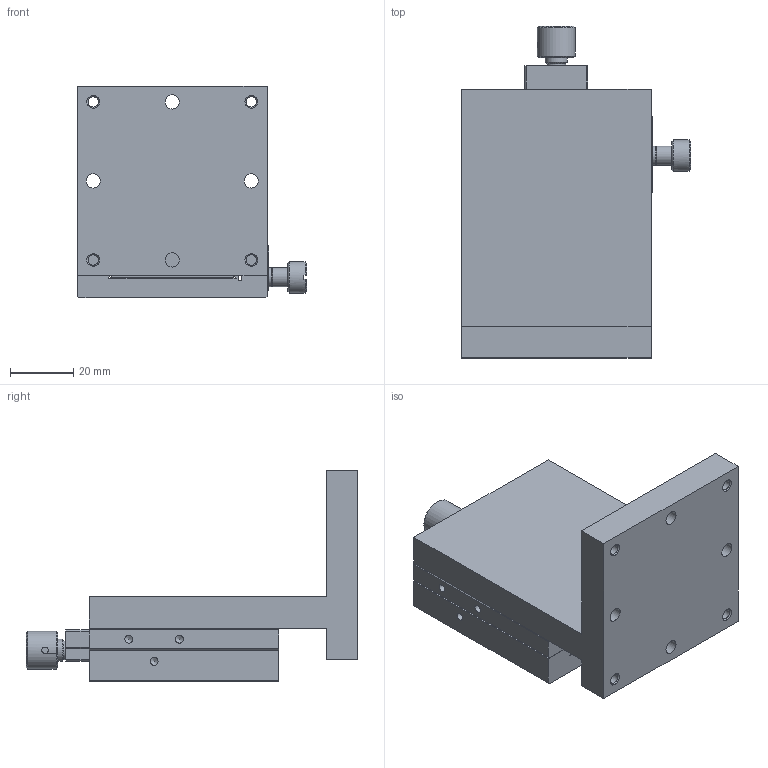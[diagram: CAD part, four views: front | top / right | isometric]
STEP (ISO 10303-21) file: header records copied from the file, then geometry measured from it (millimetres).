
FILE_DESCRIPTION (( 'STEP AP203' ), '1' );
FILE_NAME ('528810.STEP', '2024-10-15T06:49:24', ( 'Windows User' ), ( 'P R C' ), 'SwSTEP 2.0', 'SolidWorks 2020', '' );
FILE_SCHEMA (( 'CONFIG_CONTROL_DESIGN' ));
Length unit declared in the file: millimetre
Products named in the file (1): 528810
Bounding box: 72.5 x 105 x 67 mm (x, y, z)
Surface area: 47101.9 mm2 (no closed solid volume)
Topology: 0 solids, 6 shells, 272 faces, 631 edges, 403 vertices
Faces by surface type: plane 128, cylinder 88, cone 56
Full cylindrical faces by diameter (mm): 1.6 x2, 2.05 x5, 2.459 x4, 2.5 x13, 3 x3, 3.242 x12, 3.5 x7, 4 x3, 4.5 x12, 5 x1, 6 x4, 7 x1, 8 x8, 10 x1, 12 x1
Entity records: 7238 total; most frequent: CARTESIAN_POINT 1495, DIRECTION 1211, ORIENTED_EDGE 930, AXIS2_PLACEMENT_3D 478, EDGE_LOOP 469, EDGE_CURVE 466, VERTEX_POINT 369, FACE_OUTER_BOUND 349
